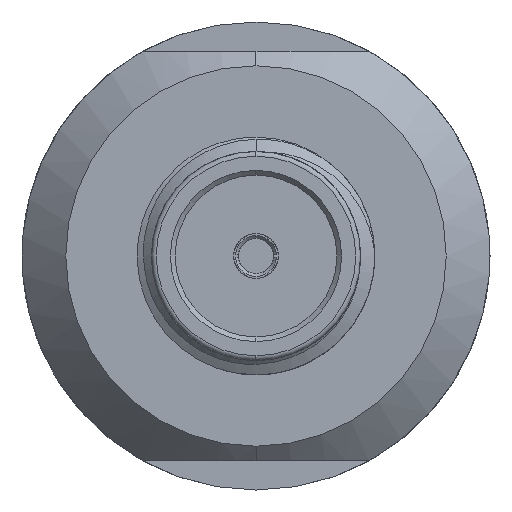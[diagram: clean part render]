
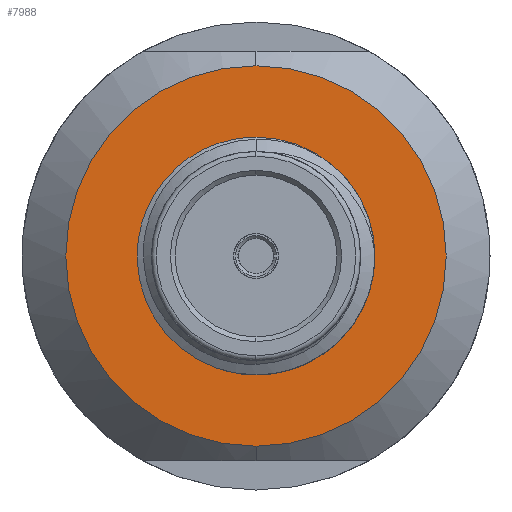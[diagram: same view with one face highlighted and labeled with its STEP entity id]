
A CAD part, left-side view. The second image highlights one B-rep face of the part: STEP entity #7988.
In plain terms, the highlighted planar face has unit normal (-1, 0, 0).
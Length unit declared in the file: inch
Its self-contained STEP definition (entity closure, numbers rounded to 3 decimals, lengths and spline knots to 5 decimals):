
#224 = DIRECTION ( 'NONE',  ( -1., 0., 0. ) ) ;
#254 = CARTESIAN_POINT ( 'NONE',  ( 0.53618, 0., 0. ) ) ;
#316 = EDGE_CURVE ( 'NONE', #2463, #7458, #3155, .T. ) ;
#570 = AXIS2_PLACEMENT_3D ( 'NONE', #3350, #5500, #4781 ) ;
#1064 = FACE_BOUND ( 'NONE', #6148, .T. ) ;
#1251 = PLANE ( 'NONE',  #3847 ) ;
#1302 = EDGE_CURVE ( 'NONE', #7458, #2463, #4147, .T. ) ;
#1352 = ORIENTED_EDGE ( 'NONE', *, *, #316, .T. ) ;
#2463 = VERTEX_POINT ( 'NONE', #7529 ) ;
#2696 = ORIENTED_EDGE ( 'NONE', *, *, #7609, .T. ) ;
#2780 = EDGE_CURVE ( 'NONE', #3005, #3420, #4026, .T. ) ;
#2951 = CARTESIAN_POINT ( 'NONE',  ( 0.53618, 0., -0.10989 ) ) ;
#2963 = DIRECTION ( 'NONE',  ( 1., 0., 0. ) ) ;
#3005 = VERTEX_POINT ( 'NONE', #6685 ) ;
#3155 = CIRCLE ( 'NONE', #6446, 0.2 ) ;
#3350 = CARTESIAN_POINT ( 'NONE',  ( 0.53618, 0., 0. ) ) ;
#3420 = VERTEX_POINT ( 'NONE', #2951 ) ;
#3847 = AXIS2_PLACEMENT_3D ( 'NONE', #3899, #5293, #6499 ) ;
#3869 = CARTESIAN_POINT ( 'NONE',  ( 0.53618, 0., 0. ) ) ;
#3899 = CARTESIAN_POINT ( 'NONE',  ( 0.53618, 0., 0. ) ) ;
#3913 = CIRCLE ( 'NONE', #7568, 0.10989 ) ;
#4026 = CIRCLE ( 'NONE', #8323, 0.10989 ) ;
#4088 = DIRECTION ( 'NONE',  ( 0., 0., 1. ) ) ;
#4147 = CIRCLE ( 'NONE', #570, 0.2 ) ;
#4391 = EDGE_LOOP ( 'NONE', ( #1352, #4707 ) ) ;
#4405 = DIRECTION ( 'NONE',  ( 0., 0., 1. ) ) ;
#4594 = CARTESIAN_POINT ( 'NONE',  ( 0.53618, 0., 0. ) ) ;
#4707 = ORIENTED_EDGE ( 'NONE', *, *, #1302, .T. ) ;
#4781 = DIRECTION ( 'NONE',  ( 0., 0., 1. ) ) ;
#5293 = DIRECTION ( 'NONE',  ( -1., 0., 0. ) ) ;
#5500 = DIRECTION ( 'NONE',  ( -1., 0., 0. ) ) ;
#5786 = DIRECTION ( 'NONE',  ( 0., 0., 1. ) ) ;
#6056 = ORIENTED_EDGE ( 'NONE', *, *, #2780, .T. ) ;
#6148 = EDGE_LOOP ( 'NONE', ( #6056, #2696 ) ) ;
#6446 = AXIS2_PLACEMENT_3D ( 'NONE', #3869, #224, #4405 ) ;
#6499 = DIRECTION ( 'NONE',  ( 0., 0., 1. ) ) ;
#6685 = CARTESIAN_POINT ( 'NONE',  ( 0.53618, 0., 0.10989 ) ) ;
#6926 = CARTESIAN_POINT ( 'NONE',  ( 0.53618, 0., 0.2 ) ) ;
#7458 = VERTEX_POINT ( 'NONE', #6926 ) ;
#7529 = CARTESIAN_POINT ( 'NONE',  ( 0.53618, 0., -0.2 ) ) ;
#7568 = AXIS2_PLACEMENT_3D ( 'NONE', #4594, #8722, #4088 ) ;
#7609 = EDGE_CURVE ( 'NONE', #3420, #3005, #3913, .T. ) ;
#7891 = FACE_OUTER_BOUND ( 'NONE', #4391, .T. ) ;
#7988 = ADVANCED_FACE ( 'NONE', ( #1064, #7891 ), #1251, .T. ) ;
#8323 = AXIS2_PLACEMENT_3D ( 'NONE', #254, #2963, #5786 ) ;
#8722 = DIRECTION ( 'NONE',  ( 1., 0., 0. ) ) ;
